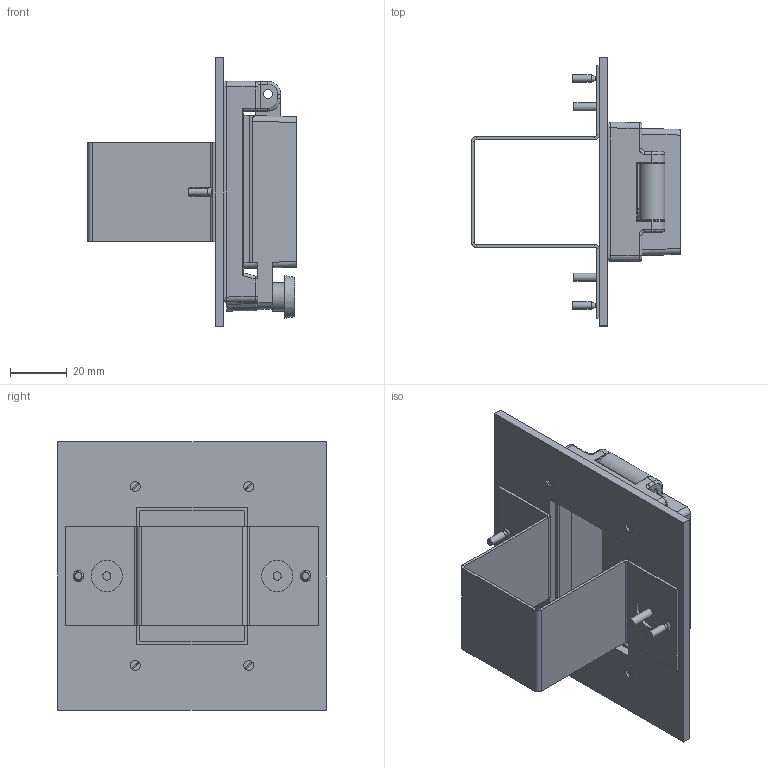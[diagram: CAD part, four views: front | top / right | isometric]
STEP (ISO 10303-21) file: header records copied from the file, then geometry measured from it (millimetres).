
FILE_DESCRIPTION (( 'STEP AP214' ), '1' );
FILE_NAME ('6109788.stp', '2021-05-10T07:54:51', ( '' ), ( '' ), 'SwSTEP 2.0', 'SolidWorks 2020', '' );
FILE_SCHEMA (( 'AUTOMOTIVE_DESIGN' ));
Length unit declared in the file: millimetre
Products named in the file (7): 6109788; 35104357_Standard; 150736_Standard; 35104321_Standard; 34950EW_Standard; P_0000008521_1_Standard; 153732_Standard
Assembly tree (12 placements, depth 3):
  6109788
    P_0000008521_1_Standard
    153732_Standard
      34950EW_Standard
    150736_Standard
    35104321_Standard  x6
    35104357_Standard  x2
Bounding box: 73.5 x 94.5 x 94.5 mm (x, y, z)
Volume: 57570 mm3; surface area: 56706.3 mm2
Topology: 11 solids, 13 shells, 1027 faces, 2865 edges, 1854 vertices
Faces by surface type: plane 685, cylinder 188, bspline 109, cone 41, sphere 2, torus 2
Full cylindrical faces by diameter (mm): 2.5 x6, 2.6 x4, 2.9 x2, 3.1 x2, 3.45 x1, 3.5 x4, 3.7 x1, 3.8 x2, 4.2 x1, 5.2 x1, 5.6 x2, 6 x1, 6.2 x1, 10 x1, 11 x2
Entity records: 38801 total; most frequent: CARTESIAN_POINT 14401, ORIENTED_EDGE 5244, DIRECTION 4402, EDGE_CURVE 2622, LINE 1814, VECTOR 1814, VERTEX_POINT 1744, AXIS2_PLACEMENT_3D 1294
